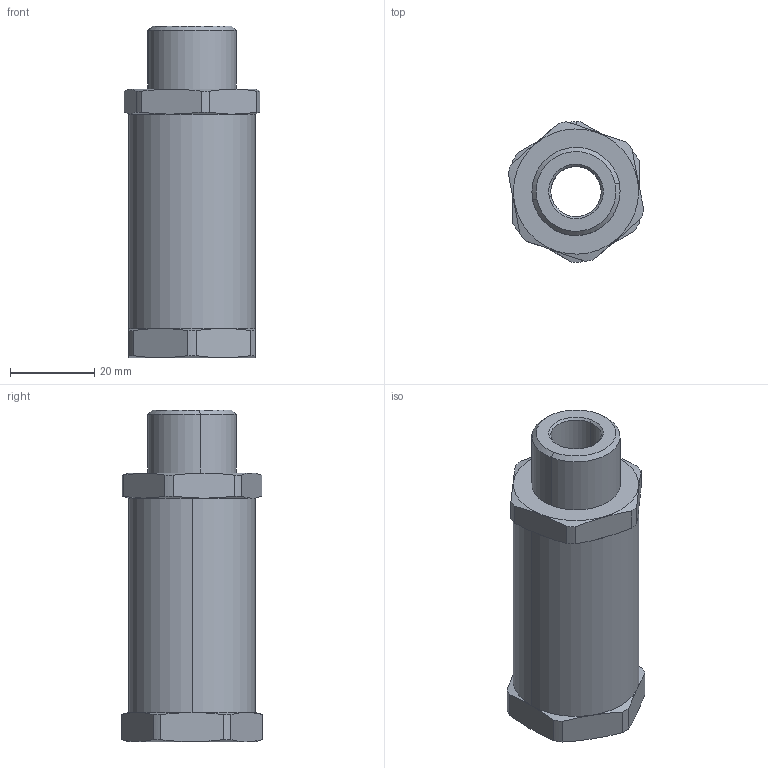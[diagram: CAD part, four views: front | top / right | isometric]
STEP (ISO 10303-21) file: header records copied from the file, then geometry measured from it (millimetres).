
FILE_DESCRIPTION (( 'STEP AP214' ), '1' );
FILE_NAME ('1704850 Hoseguard 1-2 (Webzeichnung).STEP', '2014-11-25T14:56:54', ( 'W8' ), ( '' ), 'SwSTEP 2.0', 'SolidWorks 2014', '' );
FILE_SCHEMA (( 'AUTOMOTIVE_DESIGN' ));
Length unit declared in the file: millimetre
Products named in the file (3): 1704850 Hoseguard 1-2 (Webzeichnung); 1710975 Gehäuse 1-2  281A624_01; 1710977 HOSEGUARD NIPPEL BLAU 281A628 1-2_01
Assembly tree (2 placements, depth 2):
  1704850 Hoseguard 1-2 (Webzeichnung)
    1710975 Gehäuse 1-2  281A624_01
    1710977 HOSEGUARD NIPPEL BLAU 281A628 1-2_01
Bounding box: 32.29 x 33.5 x 79 mm (x, y, z)
Volume: 30331.6 mm3; surface area: 15578.8 mm2
Topology: 2 solids, 2 shells, 85 faces, 197 edges, 120 vertices
Faces by surface type: cylinder 34, cone 31, plane 20
Entity records: 3214 total; most frequent: CARTESIAN_POINT 621, DIRECTION 435, ORIENTED_EDGE 394, EDGE_CURVE 197, AXIS2_PLACEMENT_3D 182, VERTEX_POINT 120, EDGE_LOOP 93, CIRCLE 92
